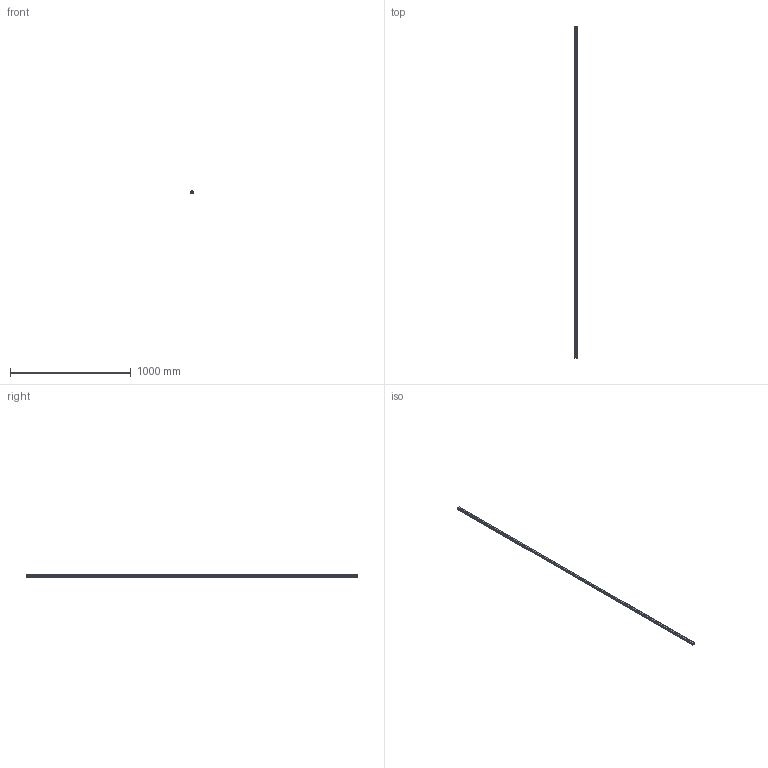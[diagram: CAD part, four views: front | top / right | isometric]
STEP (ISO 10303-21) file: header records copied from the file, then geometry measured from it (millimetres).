
FILE_DESCRIPTION(('STEP AP214'),'1');
FILE_NAME('cctmp_339BE572-864C-4B52-A351-9F854BE3E34E_2021_01_22_12_36_56_0544..stp','2021-01-22T11:36:56',('HIWIN GmbH'),('CADClick - www.CADClick.com'),'Spatial InterOp 3D',' ','unknown authorization');
FILE_SCHEMA(('AUTOMOTIVE_DESIGN'));
Length unit declared in the file: millimetre
Products named in the file (1): HGR20T2750C_FILE
Bounding box: 20 x 2750 x 17.5 mm (x, y, z)
Volume: 812180.1 mm3; surface area: 219251.1 mm2
Topology: 1 solids, 1 shells, 291 faces, 763 edges, 432 vertices
Faces by surface type: cylinder 114, cone 92, plane 85
Entity records: 10577 total; most frequent: DIRECTION 1483, CARTESIAN_POINT 1395, ORIENTED_EDGE 1342, EDGE_CURVE 671, AXIS2_PLACEMENT_3D 520, LINE 443, VECTOR 443, VERTEX_POINT 432
